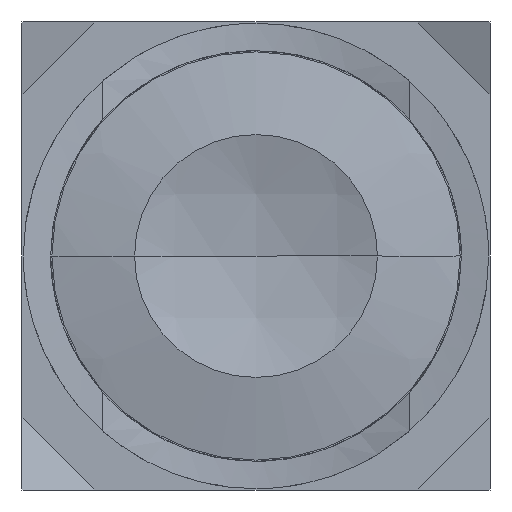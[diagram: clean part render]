
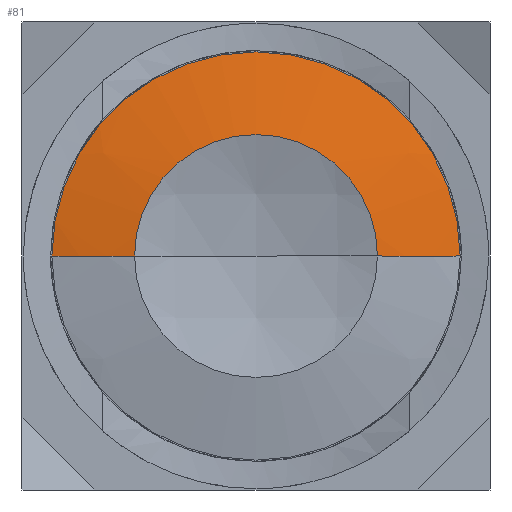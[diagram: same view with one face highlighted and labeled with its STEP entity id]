
A CAD part, front view. The second image highlights one B-rep face of the part: STEP entity #81.
In plain terms, the highlighted spherical face has radius 34.685 mm.
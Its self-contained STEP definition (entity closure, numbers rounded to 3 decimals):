
#3=CARTESIAN_POINT('POINT2',(4.67,-9.884,
   0.));
#4=VERTEX_POINT('VERTEX2',#3);
#12=CARTESIAN_POINT('POINT3',(0.,
   -9.884,4.67));
#13=VERTEX_POINT('VERTEX3',#12);
#14=CARTESIAN_POINT('POS2',(0.,-9.884
   ,0.));
#15=DIRECTION('DIR3',(0.,1.,
   0.));
#16=DIRECTION('DIR4',(0.,0.,-1.));
#17=AXIS2_PLACEMENT_3D('AXIS2',#14,#15,#16);
#18=CIRCLE('ELLIPSE2',#17,4.67);
#19=EDGE_CURVE('EDGE2',#13,#4,#18,.T.);
#21=CARTESIAN_POINT('POINT4',(-4.67,
   -9.884,0.));
#22=VERTEX_POINT('VERTEX4',#21);
#23=EDGE_CURVE('EDGE3',#22,#13,#18,.T.);
#47=CARTESIAN_POINT('POINT5',(7.85,-9.3,0.)
   );
#48=VERTEX_POINT('VERTEX5',#47);
#49=CARTESIAN_POINT('POS5',(0.,24.485,
   0.));
#50=DIRECTION('DIR9',(0.,0.,
   -1.));
#51=DIRECTION('DIR10',(0.,-1.,0.));
#52=AXIS2_PLACEMENT_3D('AXIS5',#49,#50,#51);
#53=CIRCLE('ELLIPSE4',#52,34.685);
#54=EDGE_CURVE('EDGE6',#48,#4,#53,.T.);
#55=ORIENTED_EDGE('COEDGE8',*,*,#54,.F.);
#56=CARTESIAN_POINT('POINT6',(-7.85,-9.3,
   0.));
#57=VERTEX_POINT('VERTEX6',#56);
#58=CARTESIAN_POINT('POS6',(0.,-9.3,0.));
#59=DIRECTION('DIR11',(0.,1.,0.));
#60=DIRECTION('DIR12',(1.,0.,0.));
#61=AXIS2_PLACEMENT_3D('AXIS6',#58,#59,#60);
#62=CIRCLE('ELLIPSE5',#61,7.85);
#63=EDGE_CURVE('EDGE7',#57,#48,#62,.T.);
#64=ORIENTED_EDGE('COEDGE9',*,*,#63,.F.);
#65=CARTESIAN_POINT('POS7',(0.,24.485,
   0.));
#66=DIRECTION('DIR13',(0.,0.,
   -1.));
#67=DIRECTION('DIR14',(0.,-1.,0.));
#68=AXIS2_PLACEMENT_3D('AXIS7',#65,#66,#67);
#69=CIRCLE('ELLIPSE6',#68,34.685);
#70=EDGE_CURVE('EDGE8',#22,#57,#69,.T.);
#71=ORIENTED_EDGE('COEDGE10',*,*,#70,.F.);
#72=ORIENTED_EDGE('COEDGE11',*,*,#23,.T.);
#73=ORIENTED_EDGE('COEDGE12',*,*,#19,.T.);
#74=EDGE_LOOP('NONE',(#55,#64,#71,#72,#73));
#75=FACE_BOUND('LOOP1',#74,.T.);
#76=CARTESIAN_POINT('POS8',(0.,24.485,
   0.));
#77=DIRECTION('DIR15',(0.,0.,1.));
#78=DIRECTION('DIR16',(1.,0.,0.));
#79=AXIS2_PLACEMENT_3D('AXIS8',#76,#77,#78);
#80=SPHERICAL_SURFACE('SPHERE_SURF2',#79,34.685);
#81=ADVANCED_FACE('FACE3',(#75),#80,.T.);
